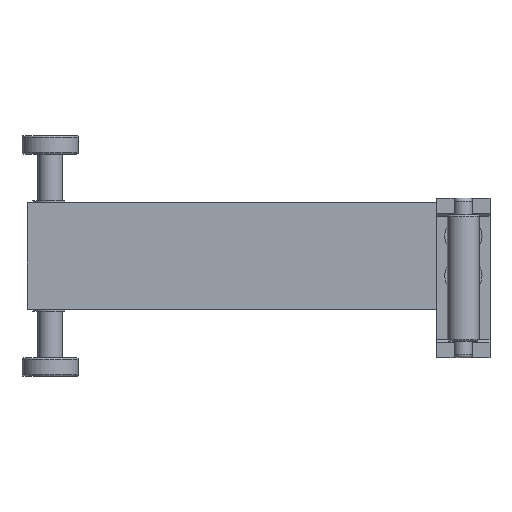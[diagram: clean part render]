
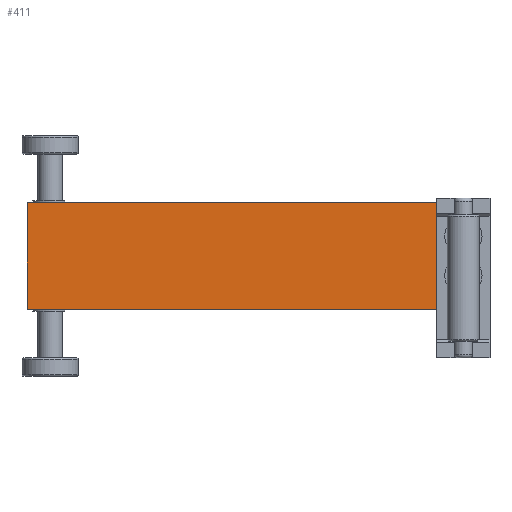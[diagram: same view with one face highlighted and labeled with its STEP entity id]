
A CAD part, top view. The second image highlights one B-rep face of the part: STEP entity #411.
In plain terms, the highlighted planar face has unit normal (0, 0, 1).
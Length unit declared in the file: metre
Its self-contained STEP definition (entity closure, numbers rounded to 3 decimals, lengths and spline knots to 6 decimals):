
#411 = ADVANCED_FACE( '', ( #819, #820, #821 ), #822, .F. );
#819 = FACE_BOUND( '', #1367, .T. );
#820 = FACE_BOUND( '', #1368, .T. );
#821 = FACE_OUTER_BOUND( '', #1369, .T. );
#822 = PLANE( '', #1370 );
#1367 = EDGE_LOOP( '', ( #2039 ) );
#1368 = EDGE_LOOP( '', ( #2040 ) );
#1369 = EDGE_LOOP( '', ( #2041, #2042, #2043, #2044 ) );
#1370 = AXIS2_PLACEMENT_3D( '', #2045, #2046, #2047 );
#2039 = ORIENTED_EDGE( '', *, *, #2983, .F. );
#2040 = ORIENTED_EDGE( '', *, *, #2916, .F. );
#2041 = ORIENTED_EDGE( '', *, *, #2984, .T. );
#2042 = ORIENTED_EDGE( '', *, *, #2985, .F. );
#2043 = ORIENTED_EDGE( '', *, *, #2957, .F. );
#2044 = ORIENTED_EDGE( '', *, *, #2986, .T. );
#2045 = CARTESIAN_POINT( '', ( 0.22725, -0.035, 0.0248 ) );
#2046 = DIRECTION( '', ( 0., 0., -1. ) );
#2047 = DIRECTION( '', ( -1., 0., 0. ) );
#2916 = EDGE_CURVE( '', #3492, #3492, #3493, .T. );
#2957 = EDGE_CURVE( '', #3557, #3559, #3560, .T. );
#2983 = EDGE_CURVE( '', #3601, #3601, #3602, .T. );
#2984 = EDGE_CURVE( '', #3603, #3604, #3605, .T. );
#2985 = EDGE_CURVE( '', #3559, #3604, #3606, .T. );
#2986 = EDGE_CURVE( '', #3557, #3603, #3607, .T. );
#3492 = VERTEX_POINT( '', #4095 );
#3493 = CIRCLE( '', #4096, 0.00425 );
#3557 = VERTEX_POINT( '', #4174 );
#3559 = VERTEX_POINT( '', #4177 );
#3560 = LINE( '', #4178, #4179 );
#3601 = VERTEX_POINT( '', #4229 );
#3602 = CIRCLE( '', #4230, 0.00425 );
#3603 = VERTEX_POINT( '', #4231 );
#3604 = VERTEX_POINT( '', #4232 );
#3605 = LINE( '', #4233, #4234 );
#3606 = LINE( '', #4235, #4236 );
#3607 = LINE( '', #4237, #4238 );
#4095 = CARTESIAN_POINT( '', ( 0.29075, 0.013, 0.0248 ) );
#4096 = AXIS2_PLACEMENT_3D( '', #4852, #4853, #4854 );
#4174 = CARTESIAN_POINT( '', ( 0.303, -0.035, 0.0248 ) );
#4177 = CARTESIAN_POINT( '', ( 0., -0.035, 0.0248 ) );
#4178 = CARTESIAN_POINT( '', ( 0.22725, -0.035, 0.0248 ) );
#4179 = VECTOR( '', #4909, 1. );
#4229 = CARTESIAN_POINT( '', ( 0.29075, -0.013, 0.0248 ) );
#4230 = AXIS2_PLACEMENT_3D( '', #4946, #4947, #4948 );
#4231 = CARTESIAN_POINT( '', ( 0.303, 0.035, 0.0248 ) );
#4232 = CARTESIAN_POINT( '', ( 0., 0.035, 0.0248 ) );
#4233 = CARTESIAN_POINT( '', ( 0.22725, 0.035, 0.0248 ) );
#4234 = VECTOR( '', #4949, 1. );
#4235 = CARTESIAN_POINT( '', ( 0., -0.035, 0.0248 ) );
#4236 = VECTOR( '', #4950, 1. );
#4237 = CARTESIAN_POINT( '', ( 0.303, -0.035, 0.0248 ) );
#4238 = VECTOR( '', #4951, 1. );
#4852 = CARTESIAN_POINT( '', ( 0.2865, 0.013, 0.0248 ) );
#4853 = DIRECTION( '', ( 0., 0., 1. ) );
#4854 = DIRECTION( '', ( 1., 0., 0. ) );
#4909 = DIRECTION( '', ( -1., 0., 0. ) );
#4946 = CARTESIAN_POINT( '', ( 0.2865, -0.013, 0.0248 ) );
#4947 = DIRECTION( '', ( 0., 0., 1. ) );
#4948 = DIRECTION( '', ( 1., 0., 0. ) );
#4949 = DIRECTION( '', ( -1., 0., 0. ) );
#4950 = DIRECTION( '', ( 0., 1., 0. ) );
#4951 = DIRECTION( '', ( 0., 1., 0. ) );
